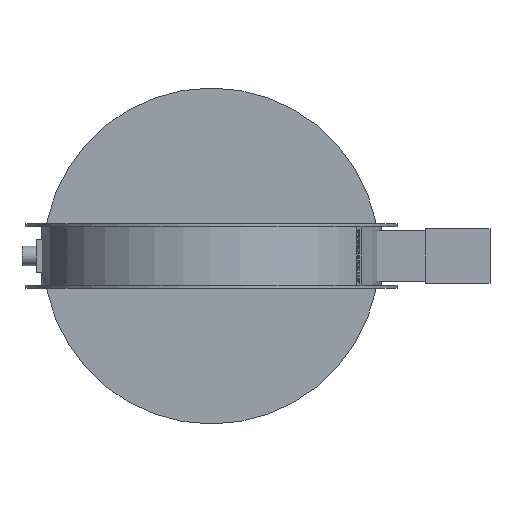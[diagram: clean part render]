
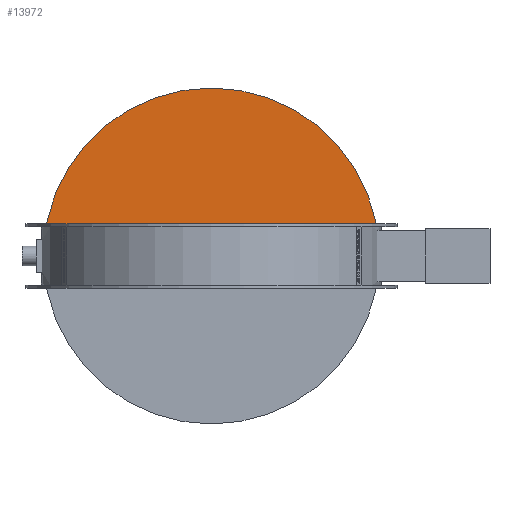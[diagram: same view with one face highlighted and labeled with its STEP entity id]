
A CAD part, front view. The second image highlights one B-rep face of the part: STEP entity #13972.
In plain terms, the highlighted planar face has unit normal (0, -1, 0).
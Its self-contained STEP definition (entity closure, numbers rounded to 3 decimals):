
#192=CIRCLE('',#14621,650.);
#907=PLANE('',#14620);
#1524=FACE_OUTER_BOUND('',#2365,.T.);
#2365=EDGE_LOOP('',(#11946,#11947));
#3752=LINE('',#23886,#5113);
#5113=VECTOR('',#17002,10.);
#6751=VERTEX_POINT('',#23884);
#6752=VERTEX_POINT('',#23885);
#8528=EDGE_CURVE('',#6751,#6752,#3752,.T.);
#8529=EDGE_CURVE('',#6751,#6752,#192,.T.);
#11946=ORIENTED_EDGE('',*,*,#8528,.F.);
#11947=ORIENTED_EDGE('',*,*,#8529,.T.);
#13972=ADVANCED_FACE('',(#1524),#907,.T.);
#14620=AXIS2_PLACEMENT_3D('',#23883,#17000,#17001);
#14621=AXIS2_PLACEMENT_3D('',#23887,#17003,#17004);
#17000=DIRECTION('center_axis',(0.,-1.,0.));
#17001=DIRECTION('ref_axis',(0.,0.,-1.));
#17002=DIRECTION('',(-1.,0.,0.));
#17003=DIRECTION('center_axis',(0.,-1.,0.));
#17004=DIRECTION('ref_axis',(1.,0.,0.));
#23883=CARTESIAN_POINT('Origin',(0.,-4.,0.));
#23884=CARTESIAN_POINT('',(649.531,-4.,24.678));
#23885=CARTESIAN_POINT('',(-649.531,-4.,24.678));
#23886=CARTESIAN_POINT('',(944.,-4.,24.678));
#23887=CARTESIAN_POINT('Origin',(0.,-4.,0.));
